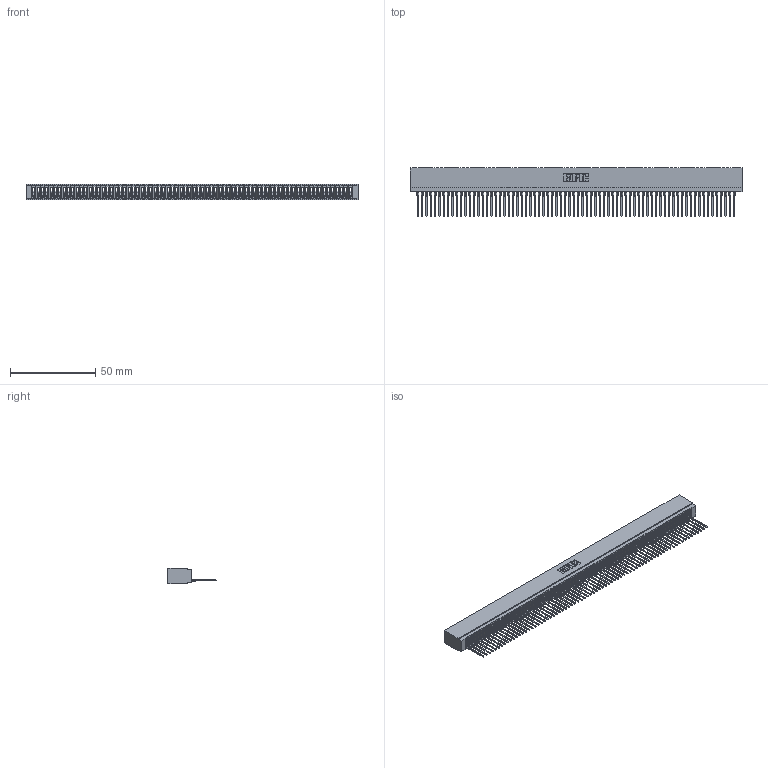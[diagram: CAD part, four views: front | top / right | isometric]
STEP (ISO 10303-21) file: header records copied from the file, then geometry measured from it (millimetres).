
FILE_DESCRIPTION (( 'STEP AP203' ), '1' );
FILE_NAME ('725-074-545-101.STEP', '2020-09-10T06:12:10', ( '' ), ( '' ), 'SwSTEP 2.0', 'SolidWorks 2020', '' );
FILE_SCHEMA (( 'CONFIG_CONTROL_DESIGN' ));
Products named in the file (3): 745-292-001_545; 725-074-545-101; 725 Part_Insulator Option - 01
Assembly tree (75 placements, depth 2):
  725-074-545-101
    725 Part_Insulator Option - 01
    745-292-001_545  x74
Bounding box: 194.56 x 28.21 x 8.89 mm (x, y, z)
Volume: 985 mm3; surface area: 30154.9 mm2
Topology: 74 solids, 75 shells, 8382 faces, 23046 edges, 14524 vertices
Faces by surface type: plane 5012, bspline 1480, cylinder 1446, torus 444
Entity records: 117814 total; most frequent: CARTESIAN_POINT 21261, ORIENTED_EDGE 20834, DIRECTION 18027, EDGE_CURVE 10417, LINE 9791, VECTOR 9791, VERTEX_POINT 6640, AXIS2_PLACEMENT_3D 4118
